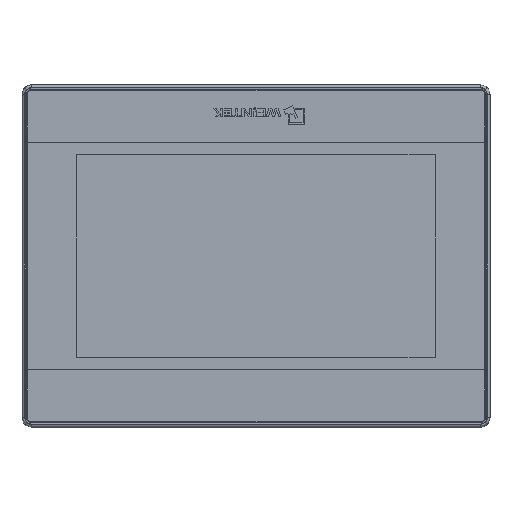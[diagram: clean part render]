
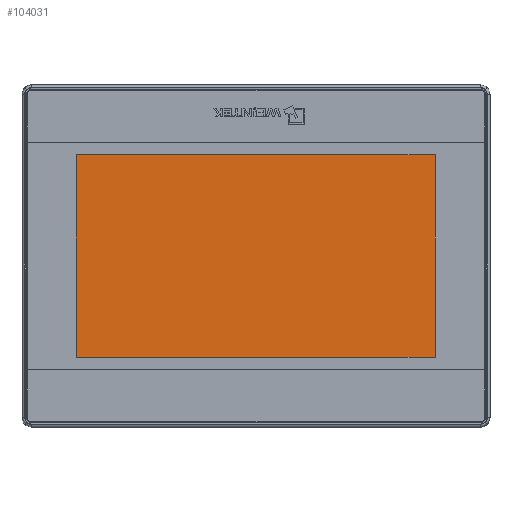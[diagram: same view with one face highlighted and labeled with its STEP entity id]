
A CAD part, top view. The second image highlights one B-rep face of the part: STEP entity #104031.
In plain terms, the highlighted planar face has unit normal (0, 0, 1).
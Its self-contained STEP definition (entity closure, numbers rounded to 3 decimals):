
#4589 = AXIS2_PLACEMENT_3D ( 'NONE', #27799, #141720, #156555 ) ;
#13264 = CARTESIAN_POINT ( 'NONE',  ( -76.975, 69.05, 0.18 ) ) ;
#23171 = DIRECTION ( 'NONE',  ( 0., -1., 0. ) ) ;
#27799 = CARTESIAN_POINT ( 'NONE',  ( 96., 69.05, 0.18 ) ) ;
#29625 = VECTOR ( 'NONE', #158586, 1000. ) ;
#33849 = VERTEX_POINT ( 'NONE', #111868 ) ;
#35306 = CARTESIAN_POINT ( 'NONE',  ( -76.975, 43.29, 0.18 ) ) ;
#35593 = LINE ( 'NONE', #13264, #68820 ) ;
#35843 = CARTESIAN_POINT ( 'NONE',  ( 96., 43.29, 0.18 ) ) ;
#36532 = VERTEX_POINT ( 'NONE', #42076 ) ;
#37298 = EDGE_CURVE ( 'NONE', #136946, #145070, #98637, .T. ) ;
#42076 = CARTESIAN_POINT ( 'NONE',  ( -76.975, -43.33, 0.18 ) ) ;
#45457 = EDGE_CURVE ( 'NONE', #33849, #136946, #106701, .T. ) ;
#52096 = CARTESIAN_POINT ( 'NONE',  ( 96., -43.33, 0.18 ) ) ;
#61707 = PLANE ( 'NONE',  #4589 ) ;
#63823 = ORIENTED_EDGE ( 'NONE', *, *, #45457, .T. ) ;
#66252 = VECTOR ( 'NONE', #142918, 1000. ) ;
#68820 = VECTOR ( 'NONE', #23171, 1000. ) ;
#72071 = ORIENTED_EDGE ( 'NONE', *, *, #37298, .T. ) ;
#73829 = LINE ( 'NONE', #52096, #66252 ) ;
#84466 = VECTOR ( 'NONE', #86203, 1000. ) ;
#85909 = ORIENTED_EDGE ( 'NONE', *, *, #90161, .T. ) ;
#86203 = DIRECTION ( 'NONE',  ( -1., 0., 0. ) ) ;
#90161 = EDGE_CURVE ( 'NONE', #36532, #33849, #73829, .T. ) ;
#95921 = EDGE_CURVE ( 'NONE', #145070, #36532, #35593, .T. ) ;
#98637 = LINE ( 'NONE', #35843, #84466 ) ;
#104031 = ADVANCED_FACE ( 'NONE', ( #113688 ), #61707, .F. ) ;
#105856 = CARTESIAN_POINT ( 'NONE',  ( 76.675, 69.05, 0.18 ) ) ;
#106701 = LINE ( 'NONE', #105856, #29625 ) ;
#107930 = CARTESIAN_POINT ( 'NONE',  ( 76.675, 43.29, 0.18 ) ) ;
#111868 = CARTESIAN_POINT ( 'NONE',  ( 76.675, -43.33, 0.18 ) ) ;
#113688 = FACE_OUTER_BOUND ( 'NONE', #115159, .T. ) ;
#115159 = EDGE_LOOP ( 'NONE', ( #85909, #63823, #72071, #123164 ) ) ;
#123164 = ORIENTED_EDGE ( 'NONE', *, *, #95921, .T. ) ;
#136946 = VERTEX_POINT ( 'NONE', #107930 ) ;
#141720 = DIRECTION ( 'NONE',  ( 0., 0., -1. ) ) ;
#142918 = DIRECTION ( 'NONE',  ( 1., 0., 0. ) ) ;
#145070 = VERTEX_POINT ( 'NONE', #35306 ) ;
#156555 = DIRECTION ( 'NONE',  ( -1., 0., 0. ) ) ;
#158586 = DIRECTION ( 'NONE',  ( 0., 1., 0. ) ) ;
